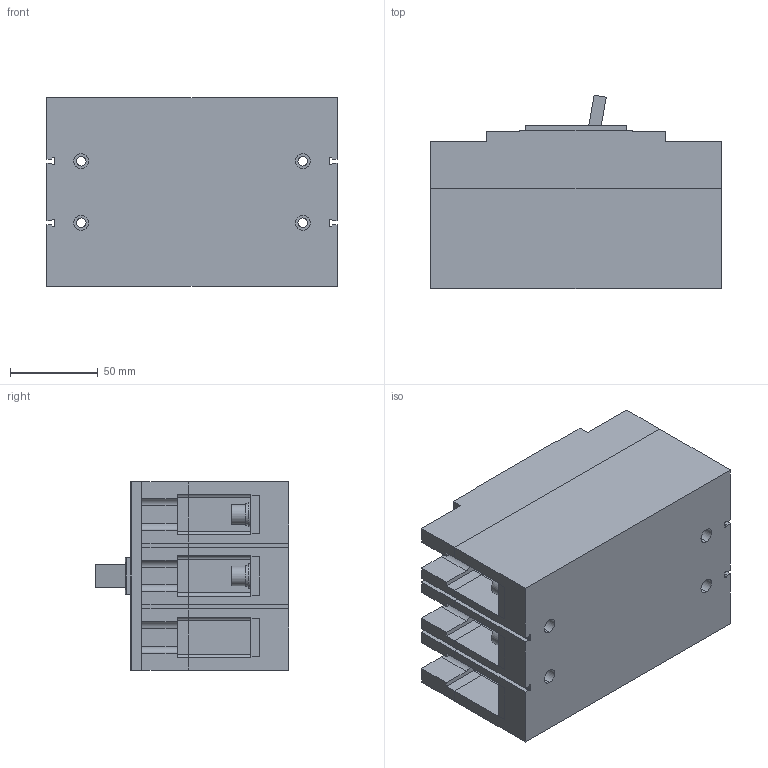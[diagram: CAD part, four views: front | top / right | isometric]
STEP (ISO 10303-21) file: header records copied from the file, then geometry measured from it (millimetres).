
FILE_DESCRIPTION (( 'STEP AP214' ), '1' );
FILE_NAME ('ÂÀ-99Ì 250-250À 3P 50êÀ ýë ðàñö (mccb99-250-250me).STEP', '2020-12-01T15:03:05', ( '' ), ( '' ), 'SwSTEP 2.0', 'SolidWorks 2019', '' );
FILE_SCHEMA (( 'AUTOMOTIVE_DESIGN' ));
Length unit declared in the file: millimetre
Products named in the file (1): ÂÀ-99Ì 250-250À 3P 50êÀ ýë ðàñö (mccb99-250-250me)
Bounding box: 165.2 x 110 x 107 mm (x, y, z)
Volume: 1340794.6 mm3; surface area: 151826.5 mm2
Topology: 8 solids, 8 shells, 603 faces, 1653 edges, 1129 vertices
Faces by surface type: plane 394, cylinder 169, bspline 40
Entity records: 26649 total; most frequent: CARTESIAN_POINT 8276, ORIENTED_EDGE 3306, DIRECTION 2999, EDGE_CURVE 1653, VERTEX_POINT 1129, VECTOR 1119, LINE 1119, AXIS2_PLACEMENT_3D 940
